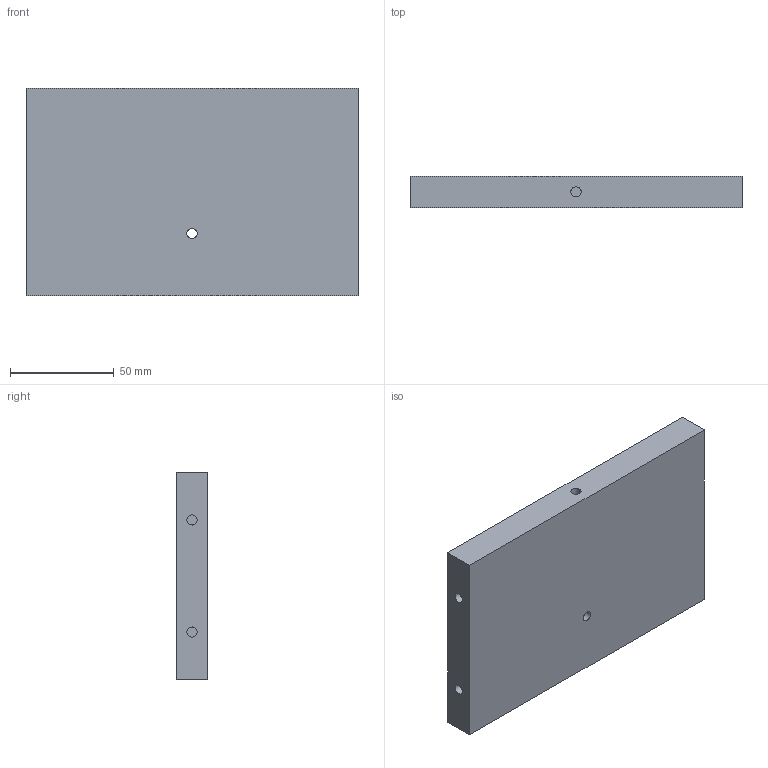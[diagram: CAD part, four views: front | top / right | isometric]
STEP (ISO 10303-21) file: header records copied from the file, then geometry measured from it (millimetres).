
FILE_DESCRIPTION(/* description */ ('Unknown'),/* implementation_level */ '2;1');
FILE_NAME(/* name */ 'shortwall243',/* time_stamp */ '2024-02-14T10:46:32+02:00',/* author */ ('Unknown'),/* organization */ ('Unknown'),/* preprocessor_version */ 'ST-DEVELOPER v19.4',/* originating_system */ 'Solid Edge',/* authorisation */ 'Unknown');
FILE_SCHEMA (('AUTOMOTIVE_DESIGN {1 0 10303 214 3 1 1}'));
Length unit declared in the file: millimetre
Products named in the file (1): shortwall243
Bounding box: 160 x 15 x 100 mm (x, y, z)
Volume: 238386 mm3; surface area: 41075 mm2
Topology: 1 solids, 1 shells, 22 faces, 41 edges, 26 vertices
Faces by surface type: cylinder 11, plane 11
Full cylindrical faces by diameter (mm): 4.917 x11
Entity records: 668 total; most frequent: DIRECTION 92, CARTESIAN_POINT 77, ORIENTED_EDGE 58, EDGE_LOOP 40, FACE_BOUND 40, AXIS2_PLACEMENT_3D 40, EDGE_CURVE 29, VERTEX_POINT 25
